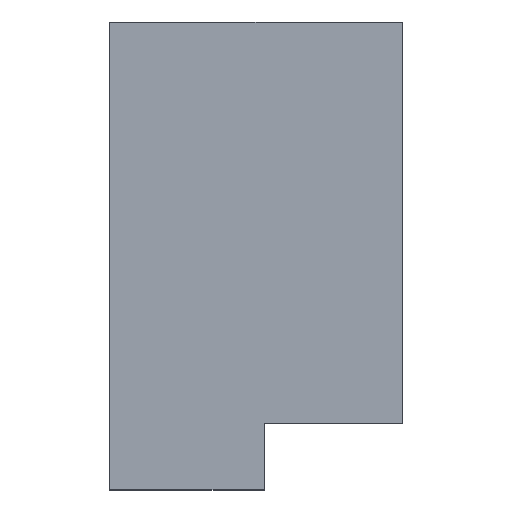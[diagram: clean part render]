
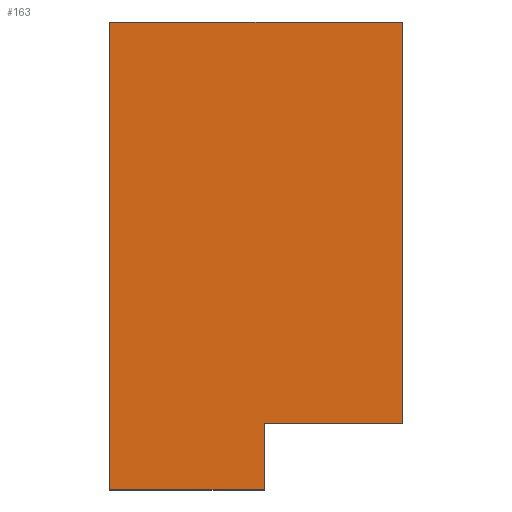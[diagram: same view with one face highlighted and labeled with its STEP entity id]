
A CAD part, top view. The second image highlights one B-rep face of the part: STEP entity #163.
In plain terms, the highlighted planar face has unit normal (0, 0, 1).
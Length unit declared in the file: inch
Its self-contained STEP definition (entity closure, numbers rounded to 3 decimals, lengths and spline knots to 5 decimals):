
#6 = FACE_OUTER_BOUND ( 'NONE', #99, .T. ) ;
#15 = EDGE_CURVE ( 'NONE', #176, #79, #271, .T. ) ;
#22 = VECTOR ( 'NONE', #267, 39.37008 ) ;
#23 = EDGE_CURVE ( 'NONE', #119, #176, #147, .T. ) ;
#25 = PLANE ( 'NONE',  #100 ) ;
#27 = EDGE_CURVE ( 'NONE', #212, #242, #246, .T. ) ;
#33 = ORIENTED_EDGE ( 'NONE', *, *, #244, .T. ) ;
#35 = ORIENTED_EDGE ( 'NONE', *, *, #23, .T. ) ;
#40 = DIRECTION ( 'NONE',  ( 1., 0., 0. ) ) ;
#42 = CARTESIAN_POINT ( 'NONE',  ( 0.22, -0.737, 0.063 ) ) ;
#47 = CARTESIAN_POINT ( 'NONE',  ( 0., 0., 0.063 ) ) ;
#55 = DIRECTION ( 'NONE',  ( 1., 0., 0. ) ) ;
#58 = CARTESIAN_POINT ( 'NONE',  ( -0.1578, -0.918, 0.063 ) ) ;
#59 = EDGE_CURVE ( 'NONE', #242, #119, #98, .T. ) ;
#62 = CARTESIAN_POINT ( 'NONE',  ( -0.58, 0.362, 0.063 ) ) ;
#63 = DIRECTION ( 'NONE',  ( 1., 0., 0. ) ) ;
#65 = CARTESIAN_POINT ( 'NONE',  ( -0.1578, -0.737, 0.063 ) ) ;
#69 = ORIENTED_EDGE ( 'NONE', *, *, #15, .T. ) ;
#71 = LINE ( 'NONE', #139, #219 ) ;
#75 = DIRECTION ( 'NONE',  ( 0., 1., 0. ) ) ;
#78 = ORIENTED_EDGE ( 'NONE', *, *, #109, .T. ) ;
#79 = VERTEX_POINT ( 'NONE', #232 ) ;
#98 = LINE ( 'NONE', #58, #234 ) ;
#99 = EDGE_LOOP ( 'NONE', ( #33, #78, #162, #229, #35, #69 ) ) ;
#100 = AXIS2_PLACEMENT_3D ( 'NONE', #47, #155, #63 ) ;
#109 = EDGE_CURVE ( 'NONE', #157, #212, #129, .T. ) ;
#118 = VECTOR ( 'NONE', #40, 39.37008 ) ;
#119 = VERTEX_POINT ( 'NONE', #65 ) ;
#127 = CARTESIAN_POINT ( 'NONE',  ( 0.22, -0.737, 0.063 ) ) ;
#129 = LINE ( 'NONE', #62, #133 ) ;
#133 = VECTOR ( 'NONE', #153, 39.37008 ) ;
#139 = CARTESIAN_POINT ( 'NONE',  ( 0.22, 0.362, 0.063 ) ) ;
#141 = CARTESIAN_POINT ( 'NONE',  ( -0.58, -0.918, 0.063 ) ) ;
#147 = LINE ( 'NONE', #189, #118 ) ;
#153 = DIRECTION ( 'NONE',  ( 0., -1., 0. ) ) ;
#155 = DIRECTION ( 'NONE',  ( 0., 0., 1. ) ) ;
#157 = VERTEX_POINT ( 'NONE', #195 ) ;
#160 = VECTOR ( 'NONE', #55, 39.37008 ) ;
#162 = ORIENTED_EDGE ( 'NONE', *, *, #27, .T. ) ;
#163 = ADVANCED_FACE ( 'NONE', ( #6 ), #25, .T. ) ;
#176 = VERTEX_POINT ( 'NONE', #42 ) ;
#186 = DIRECTION ( 'NONE',  ( -1., 0., 0. ) ) ;
#189 = CARTESIAN_POINT ( 'NONE',  ( -0.1578, -0.737, 0.063 ) ) ;
#194 = CARTESIAN_POINT ( 'NONE',  ( -0.58, -0.918, 0.063 ) ) ;
#195 = CARTESIAN_POINT ( 'NONE',  ( -0.58, 0.362, 0.063 ) ) ;
#212 = VERTEX_POINT ( 'NONE', #141 ) ;
#219 = VECTOR ( 'NONE', #186, 39.37008 ) ;
#229 = ORIENTED_EDGE ( 'NONE', *, *, #59, .T. ) ;
#232 = CARTESIAN_POINT ( 'NONE',  ( 0.22, 0.362, 0.063 ) ) ;
#234 = VECTOR ( 'NONE', #75, 39.37008 ) ;
#242 = VERTEX_POINT ( 'NONE', #261 ) ;
#244 = EDGE_CURVE ( 'NONE', #79, #157, #71, .T. ) ;
#246 = LINE ( 'NONE', #194, #160 ) ;
#261 = CARTESIAN_POINT ( 'NONE',  ( -0.1578, -0.918, 0.063 ) ) ;
#267 = DIRECTION ( 'NONE',  ( 0., 1., 0. ) ) ;
#271 = LINE ( 'NONE', #127, #22 ) ;
